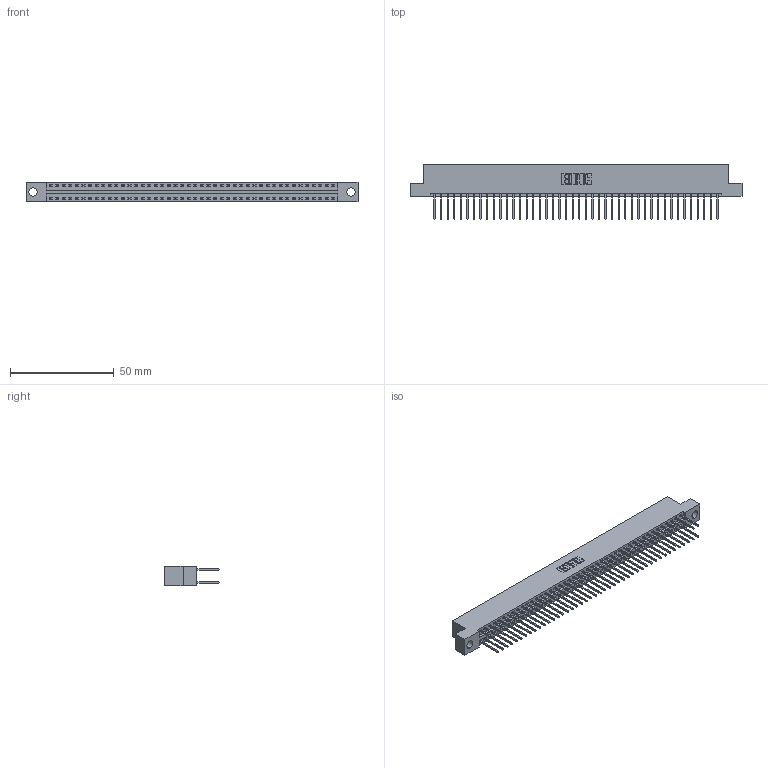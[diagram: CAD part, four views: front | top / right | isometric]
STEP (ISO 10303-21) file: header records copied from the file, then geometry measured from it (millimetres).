
FILE_DESCRIPTION (( 'STEP AP203' ), '1' );
FILE_NAME ('346-088-522-204.STEP', '2022-05-26T00:40:16', ( '' ), ( '' ), 'SwSTEP 2.0', 'SolidWorks 2020', '' );
FILE_SCHEMA (( 'CONFIG_CONTROL_DESIGN' ));
Length unit declared in the file: inch
Products named in the file (3): 346 Part_Flush Mounting Lugs - 0.156 Dia-TH; 346-088-522-204; 345-292-001_345-293-122
Assembly tree (89 placements, depth 2):
  346-088-522-204
    346 Part_Flush Mounting Lugs - 0.156 Dia-TH
    345-292-001_345-293-122  x88
Bounding box: 160.27 x 26.42 x 9.4 mm (x, y, z)
Volume: 15763.7 mm3; surface area: 22593 mm2
Topology: 89 solids, 89 shells, 4712 faces, 14005 edges, 9218 vertices
Faces by surface type: plane 3170, cylinder 1542
Entity records: 28883 total; most frequent: CARTESIAN_POINT 4762, ORIENTED_EDGE 4694, DIRECTION 4247, EDGE_CURVE 2347, VECTOR 2039, LINE 2039, VERTEX_POINT 1562, AXIS2_PLACEMENT_3D 1104
